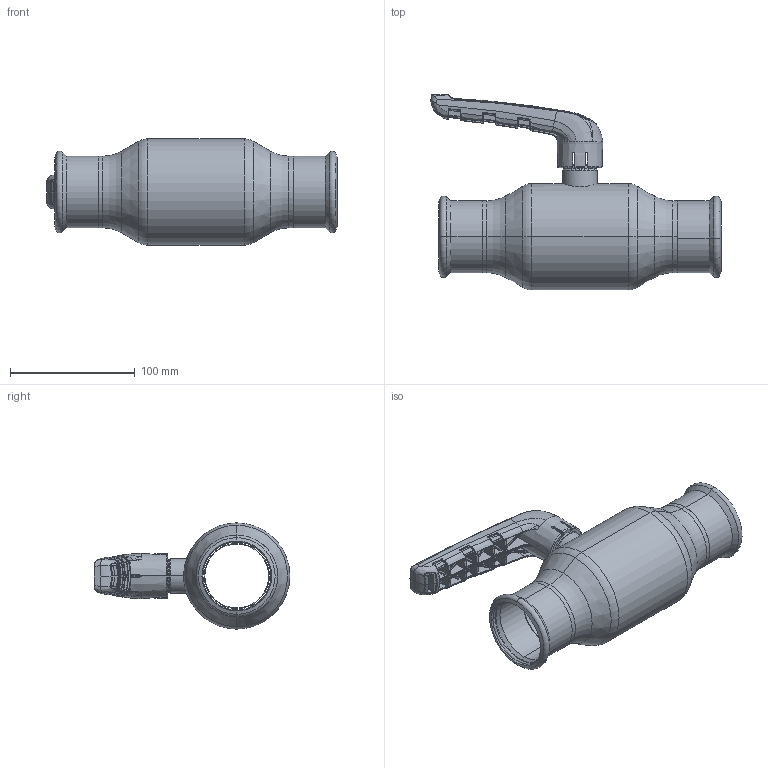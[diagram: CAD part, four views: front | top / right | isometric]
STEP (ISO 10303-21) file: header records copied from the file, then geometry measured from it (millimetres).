
FILE_DESCRIPTION (( 'STEP AP214' ), '1' );
FILE_NAME ('1050000100-xxxx.step', '2019-05-07T11:49:24', ( '' ), ( '' ), 'SwSTEP 2.0', 'SolidWorks 2017', '' );
FILE_SCHEMA (( 'AUTOMOTIVE_DESIGN' ));
Length unit declared in the file: millimetre
Products named in the file (1): 1050000100-xxxx
Bounding box: 232.35 x 156.71 x 85 mm (x, y, z)
Surface area: 96429.6 mm2 (no closed solid volume)
Topology: 0 solids, 16 shells, 808 faces, 2673 edges, 1739 vertices
Faces by surface type: bspline 678, plane 39, cylinder 34, cone 32, torus 21, sphere 4
Entity records: 61686 total; most frequent: CARTESIAN_POINT 36070, ORIENTED_EDGE 4258, EDGE_CURVE 2657, B_SPLINE_CURVE_WITH_KNOTS 1867, VERTEX_POINT 1737, DIRECTION 1681, EDGE_LOOP 816, UNCERTAINTY_MEASURE_WITH_UNIT 810
